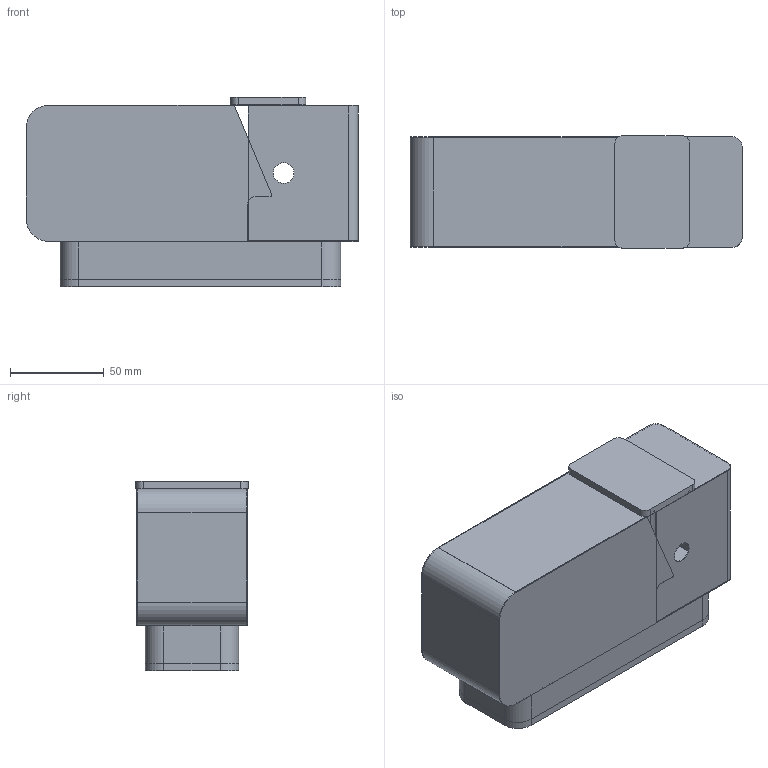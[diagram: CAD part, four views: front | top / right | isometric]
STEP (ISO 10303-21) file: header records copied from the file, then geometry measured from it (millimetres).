
FILE_DESCRIPTION (( 'STEP AP214' ), '1' );
FILE_NAME ('6.STEP', '2022-11-12T16:27:06', ( '' ), ( '' ), 'SwSTEP 2.0', 'SolidWorks 2021', '' );
FILE_SCHEMA (( 'AUTOMOTIVE_DESIGN' ));
Length unit declared in the file: millimetre
Products named in the file (1): 6
Bounding box: 177.5 x 60 x 101.4 mm (x, y, z)
Surface area: 124420.7 mm2 (no closed solid volume)
Topology: 0 solids, 10 shells, 102 faces, 306 edges, 208 vertices
Faces by surface type: plane 64, cylinder 38
Entity records: 4524 total; most frequent: CARTESIAN_POINT 617, DIRECTION 600, ORIENTED_EDGE 496, EDGE_CURVE 306, LINE 218, VECTOR 218, VERTEX_POINT 208, AXIS2_PLACEMENT_3D 191
